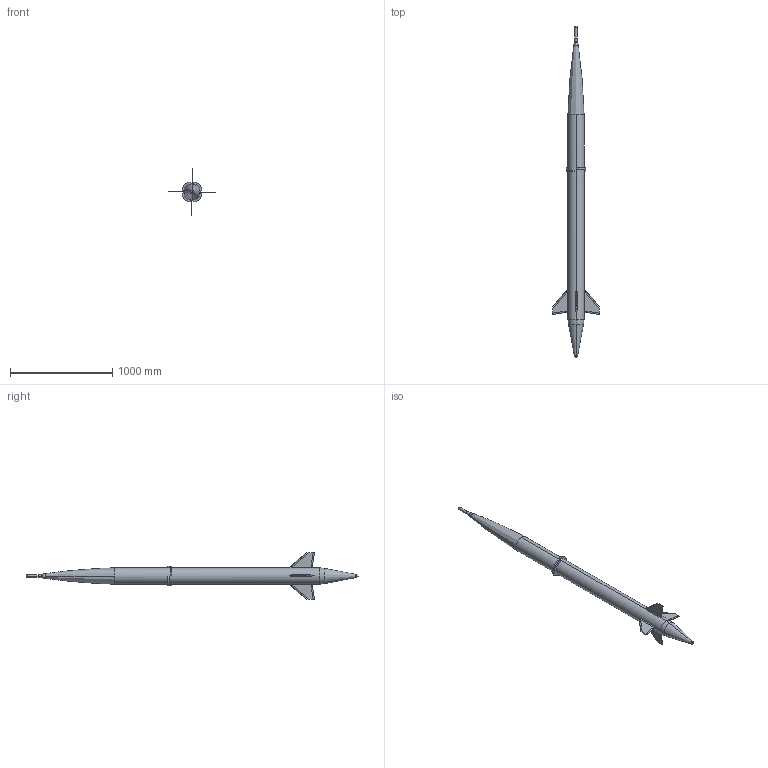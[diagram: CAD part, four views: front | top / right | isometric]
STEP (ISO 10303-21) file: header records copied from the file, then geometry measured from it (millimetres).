
FILE_DESCRIPTION (( 'STEP AP203' ), '1' );
FILE_NAME ('CFD_FourLeaf_solidRocket.STEP', '2024-12-01T21:39:36', ( '' ), ( '' ), 'SwSTEP 2.0', 'SolidWorks 2024', '' );
FILE_SCHEMA (( 'CONFIG_CONTROL_DESIGN' ));
Length unit declared in the file: inch
Products named in the file (1): CFD_FourLeaf_solidRocket
Bounding box: 457.66 x 3250.15 x 457.66 mm (x, y, z)
Volume: 51356261.9 mm3; surface area: 1577208.5 mm2
Topology: 1 solids, 1 shells, 141 faces, 370 edges, 234 vertices
Faces by surface type: cylinder 54, plane 45, bspline 26, cone 8, torus 6, sphere 2
Entity records: 7149 total; most frequent: CARTESIAN_POINT 4020, ORIENTED_EDGE 730, DIRECTION 522, EDGE_CURVE 365, VERTEX_POINT 233, AXIS2_PLACEMENT_3D 187, LINE 148, VECTOR 148
